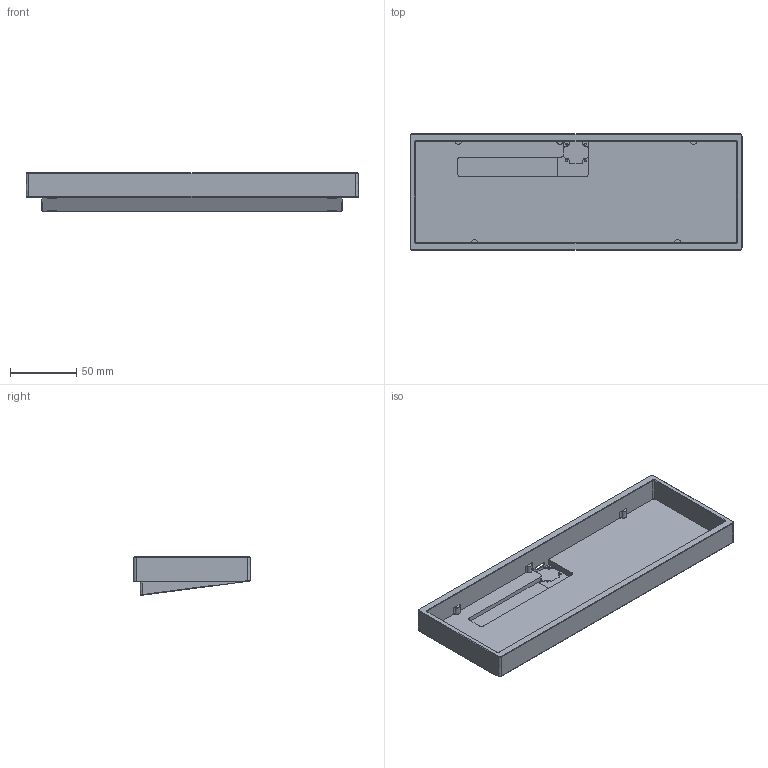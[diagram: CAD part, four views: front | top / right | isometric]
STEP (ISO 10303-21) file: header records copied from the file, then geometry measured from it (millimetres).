
FILE_DESCRIPTION(/* description */ (''),/* implementation_level */ '2;1');
FILE_NAME(/* name */ 'bakeneko-40-case.step v12.step',/* time_stamp */ '2021-06-13T01:58:36+09:00',/* author */ (''),/* organization */ (''),/* preprocessor_version */ 'ST-DEVELOPER v18.1',/* originating_system */ 'Autodesk Translation Framework v10.9.0.1377',/* authorisation */ '');
FILE_SCHEMA (('AUTOMOTIVE_DESIGN { 1 0 10303 214 3 1 1 }'));
Length unit declared in the file: millimetre
Products named in the file (1): bakeneko-40-case.step
Bounding box: 251.34 x 88.16 x 29.36 mm (x, y, z)
Volume: 175966.4 mm3; surface area: 72273.3 mm2
Topology: 1 solids, 1 shells, 157 faces, 408 edges, 258 vertices
Faces by surface type: plane 73, bspline 53, cylinder 27, cone 4
Full cylindrical faces by diameter (mm): 1.623 x4
Entity records: 5427 total; most frequent: CARTESIAN_POINT 1801, ORIENTED_EDGE 808, DIRECTION 656, EDGE_CURVE 404, VERTEX_POINT 258, LINE 238, VECTOR 238, AXIS2_PLACEMENT_3D 209
